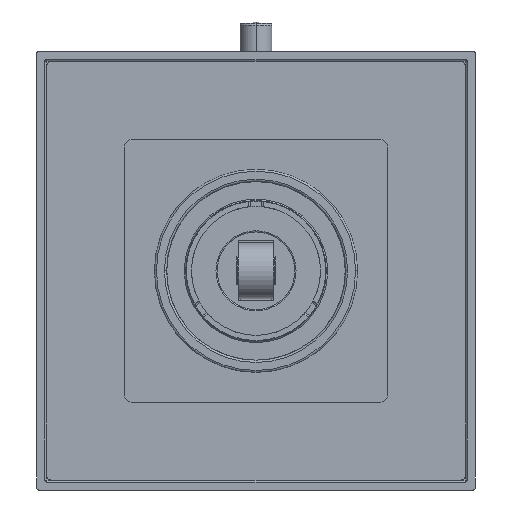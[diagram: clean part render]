
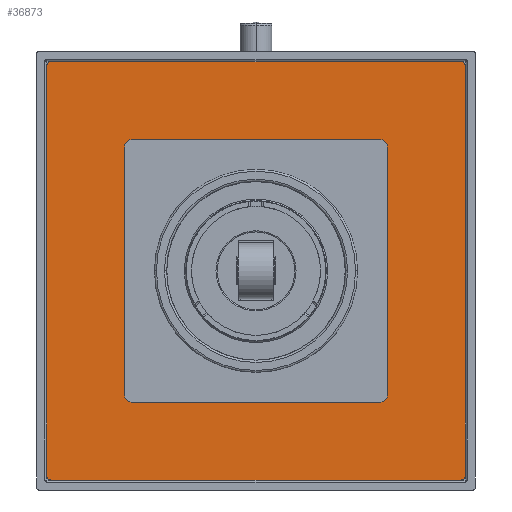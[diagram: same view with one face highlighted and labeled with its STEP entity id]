
A CAD part, front view. The second image highlights one B-rep face of the part: STEP entity #36873.
In plain terms, the highlighted planar face has unit normal (0, -1, 0).
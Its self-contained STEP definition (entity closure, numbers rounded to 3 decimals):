
#35829=CARTESIAN_POINT('',(51.5,43.5,51.5));
#35830=DIRECTION('',(0.,-1.,0.));
#35831=DIRECTION('',(1.,0.,0.));
#35832=AXIS2_PLACEMENT_3D('',#35829,#35830,#35831);
#35834=DIRECTION('',(0.,0.,-1.));
#35835=VECTOR('',#35834,103.);
#35836=CARTESIAN_POINT('',(52.5,43.5,51.5));
#35837=LINE('',#35836,#35835);
#35838=CARTESIAN_POINT('',(51.5,43.5,-51.5));
#35839=DIRECTION('',(0.,-1.,0.));
#35840=DIRECTION('',(0.,0.,-1.));
#35841=AXIS2_PLACEMENT_3D('',#35838,#35839,#35840);
#35843=DIRECTION('',(-1.,0.,0.));
#35844=VECTOR('',#35843,103.);
#35845=CARTESIAN_POINT('',(51.5,43.5,-52.5));
#35846=LINE('',#35845,#35844);
#35847=CARTESIAN_POINT('',(-51.5,43.5,-51.5));
#35848=DIRECTION('',(0.,-1.,0.));
#35849=DIRECTION('',(-1.,0.,0.));
#35850=AXIS2_PLACEMENT_3D('',#35847,#35848,#35849);
#35852=DIRECTION('',(0.,0.,1.));
#35853=VECTOR('',#35852,103.);
#35854=CARTESIAN_POINT('',(-52.5,43.5,-51.5));
#35855=LINE('',#35854,#35853);
#35856=CARTESIAN_POINT('',(-51.5,43.5,51.5));
#35857=DIRECTION('',(0.,-1.,0.));
#35858=DIRECTION('',(0.,0.,1.));
#35859=AXIS2_PLACEMENT_3D('',#35856,#35857,#35858);
#35861=DIRECTION('',(1.,0.,0.));
#35862=VECTOR('',#35861,103.);
#35863=CARTESIAN_POINT('',(-51.5,43.5,52.5));
#35864=LINE('',#35863,#35862);
#35865=DIRECTION('',(1.,0.,0.));
#35866=VECTOR('',#35865,62.);
#35867=CARTESIAN_POINT('',(-31.,43.5,-33.));
#35868=LINE('',#35867,#35866);
#35869=DIRECTION('',(0.,0.,1.));
#35870=VECTOR('',#35869,62.);
#35871=CARTESIAN_POINT('',(33.,43.5,-31.));
#35872=LINE('',#35871,#35870);
#35873=DIRECTION('',(-1.,0.,0.));
#35874=VECTOR('',#35873,62.);
#35875=CARTESIAN_POINT('',(31.,43.5,33.));
#35876=LINE('',#35875,#35874);
#35877=DIRECTION('',(0.,0.,-1.));
#35878=VECTOR('',#35877,62.);
#35879=CARTESIAN_POINT('',(-33.,43.5,31.));
#35880=LINE('',#35879,#35878);
#36498=CARTESIAN_POINT('',(-31.,43.5,31.));
#36499=DIRECTION('',(0.,1.,0.));
#36500=DIRECTION('',(-1.,0.,0.));
#36501=AXIS2_PLACEMENT_3D('',#36498,#36499,#36500);
#36511=CARTESIAN_POINT('',(-31.,43.5,-31.));
#36512=DIRECTION('',(0.,1.,0.));
#36513=DIRECTION('',(0.,0.,-1.));
#36514=AXIS2_PLACEMENT_3D('',#36511,#36512,#36513);
#36524=CARTESIAN_POINT('',(31.,43.5,-31.));
#36525=DIRECTION('',(0.,1.,0.));
#36526=DIRECTION('',(1.,0.,0.));
#36527=AXIS2_PLACEMENT_3D('',#36524,#36525,#36526);
#36537=CARTESIAN_POINT('',(31.,43.5,31.));
#36538=DIRECTION('',(0.,1.,0.));
#36539=DIRECTION('',(0.,0.,1.));
#36540=AXIS2_PLACEMENT_3D('',#36537,#36538,#36539);
#36675=CARTESIAN_POINT('',(31.,43.5,33.));
#36676=CARTESIAN_POINT('',(-31.,43.5,33.));
#36677=VERTEX_POINT('',#36675);
#36678=VERTEX_POINT('',#36676);
#36679=CARTESIAN_POINT('',(-33.,43.5,31.));
#36680=CARTESIAN_POINT('',(-33.,43.5,-31.));
#36681=VERTEX_POINT('',#36679);
#36682=VERTEX_POINT('',#36680);
#36683=CARTESIAN_POINT('',(-31.,43.5,-33.));
#36684=CARTESIAN_POINT('',(31.,43.5,-33.));
#36685=VERTEX_POINT('',#36683);
#36686=VERTEX_POINT('',#36684);
#36687=CARTESIAN_POINT('',(33.,43.5,-31.));
#36688=CARTESIAN_POINT('',(33.,43.5,31.));
#36689=VERTEX_POINT('',#36687);
#36690=VERTEX_POINT('',#36688);
#36691=CARTESIAN_POINT('',(52.5,43.5,51.5));
#36692=CARTESIAN_POINT('',(51.5,43.5,52.5));
#36693=VERTEX_POINT('',#36691);
#36694=VERTEX_POINT('',#36692);
#36695=CARTESIAN_POINT('',(-51.5,43.5,52.5));
#36696=CARTESIAN_POINT('',(-52.5,43.5,51.5));
#36697=VERTEX_POINT('',#36695);
#36698=VERTEX_POINT('',#36696);
#36699=CARTESIAN_POINT('',(-52.5,43.5,-51.5));
#36700=CARTESIAN_POINT('',(-51.5,43.5,-52.5));
#36701=VERTEX_POINT('',#36699);
#36702=VERTEX_POINT('',#36700);
#36703=CARTESIAN_POINT('',(51.5,43.5,-52.5));
#36704=CARTESIAN_POINT('',(52.5,43.5,-51.5));
#36705=VERTEX_POINT('',#36703);
#36706=VERTEX_POINT('',#36704);
#36834=CARTESIAN_POINT('',(0.,43.5,0.));
#36835=DIRECTION('',(0.,1.,0.));
#36836=DIRECTION('',(-1.,0.,0.));
#36837=AXIS2_PLACEMENT_3D('',#36834,#36835,#36836);
#36838=PLANE('',#36837);
#36839=ORIENTED_EDGE('',*,*,#36820,.F.);
#36840=ORIENTED_EDGE('',*,*,#36748,.T.);
#36842=ORIENTED_EDGE('',*,*,#36841,.F.);
#36844=ORIENTED_EDGE('',*,*,#36843,.T.);
#36846=ORIENTED_EDGE('',*,*,#36845,.F.);
#36848=ORIENTED_EDGE('',*,*,#36847,.T.);
#36850=ORIENTED_EDGE('',*,*,#36849,.F.);
#36852=ORIENTED_EDGE('',*,*,#36851,.T.);
#36853=EDGE_LOOP('',(#36839,#36840,#36842,#36844,#36846,#36848,#36850,#36852));
#36854=FACE_OUTER_BOUND('',#36853,.F.);
#36856=ORIENTED_EDGE('',*,*,#36855,.T.);
#36858=ORIENTED_EDGE('',*,*,#36857,.F.);
#36860=ORIENTED_EDGE('',*,*,#36859,.T.);
#36862=ORIENTED_EDGE('',*,*,#36861,.F.);
#36864=ORIENTED_EDGE('',*,*,#36863,.T.);
#36866=ORIENTED_EDGE('',*,*,#36865,.F.);
#36868=ORIENTED_EDGE('',*,*,#36867,.T.);
#36870=ORIENTED_EDGE('',*,*,#36869,.F.);
#36871=EDGE_LOOP('',(#36856,#36858,#36860,#36862,#36864,#36866,#36868,#36870));
#36872=FACE_BOUND('',#36871,.F.);
#36873=ADVANCED_FACE('',(#36854,#36872),#36838,.F.);
#35833=CIRCLE('',#35832,1.);
#35842=CIRCLE('',#35841,1.);
#35851=CIRCLE('',#35850,1.);
#35860=CIRCLE('',#35859,1.);
#36502=CIRCLE('',#36501,2.);
#36515=CIRCLE('',#36514,2.);
#36528=CIRCLE('',#36527,2.);
#36541=CIRCLE('',#36540,2.);
#36748=EDGE_CURVE('',#36693,#36706,#35837,.T.);
#36820=EDGE_CURVE('',#36693,#36694,#35833,.T.);
#36841=EDGE_CURVE('',#36705,#36706,#35842,.T.);
#36843=EDGE_CURVE('',#36705,#36702,#35846,.T.);
#36845=EDGE_CURVE('',#36701,#36702,#35851,.T.);
#36847=EDGE_CURVE('',#36701,#36698,#35855,.T.);
#36849=EDGE_CURVE('',#36697,#36698,#35860,.T.);
#36851=EDGE_CURVE('',#36697,#36694,#35864,.T.);
#36855=EDGE_CURVE('',#36685,#36686,#35868,.T.);
#36857=EDGE_CURVE('',#36689,#36686,#36528,.T.);
#36859=EDGE_CURVE('',#36689,#36690,#35872,.T.);
#36861=EDGE_CURVE('',#36677,#36690,#36541,.T.);
#36863=EDGE_CURVE('',#36677,#36678,#35876,.T.);
#36865=EDGE_CURVE('',#36681,#36678,#36502,.T.);
#36867=EDGE_CURVE('',#36681,#36682,#35880,.T.);
#36869=EDGE_CURVE('',#36685,#36682,#36515,.T.);
